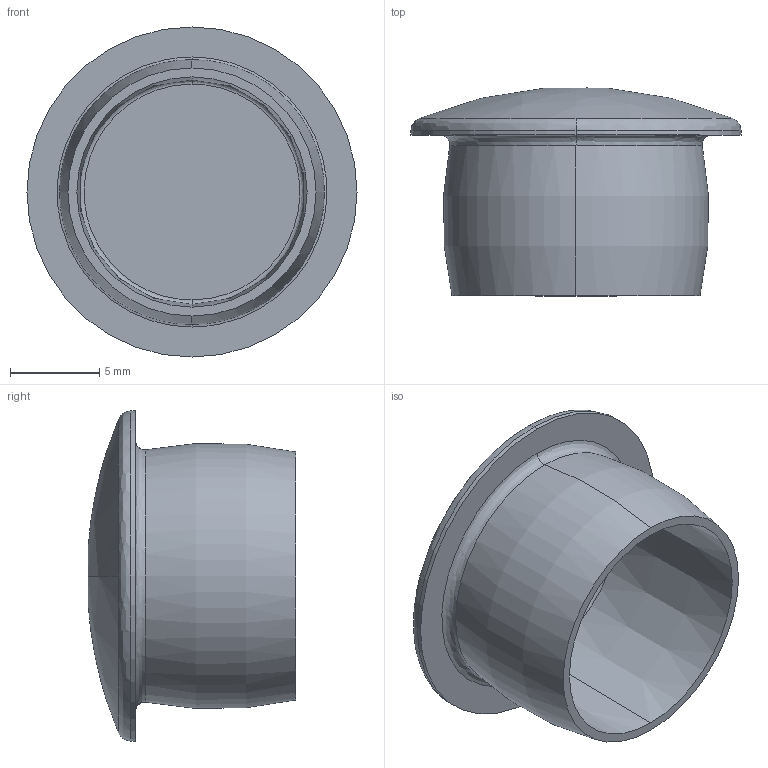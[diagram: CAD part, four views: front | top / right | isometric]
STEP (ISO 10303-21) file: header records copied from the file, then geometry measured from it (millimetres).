
FILE_DESCRIPTION (( 'STEP AP214' ), '1' );
FILE_NAME ('BASE00H1088-Bouchon D14x18x11,5, translucide.step', '2023-03-24T09:33:25', ( 'Altae' ), ( '' ), 'SwSTEP 2.0', 'SolidWorks 2021', '' );
FILE_SCHEMA (( 'AUTOMOTIVE_DESIGN' ));
Length unit declared in the file: millimetre
Products named in the file (1): BASE00H1088-Bouchon D14x18x11,5, translucide
Bounding box: 18.5 x 11.64 x 18.5 mm (x, y, z)
Volume: 821.6 mm3; surface area: 1336.4 mm2
Topology: 1 solids, 1 shells, 17 faces, 33 edges, 20 vertices
Faces by surface type: bspline 8, plane 3, cylinder 2, torus 2, cone 2
Entity records: 904 total; most frequent: CARTESIAN_POINT 537, DIRECTION 74, ORIENTED_EDGE 66, AXIS2_PLACEMENT_3D 35, EDGE_CURVE 33, CIRCLE 25, VERTEX_POINT 20, EDGE_LOOP 19
